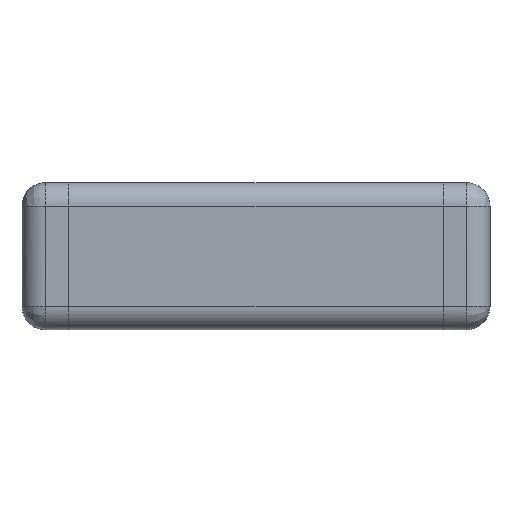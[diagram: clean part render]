
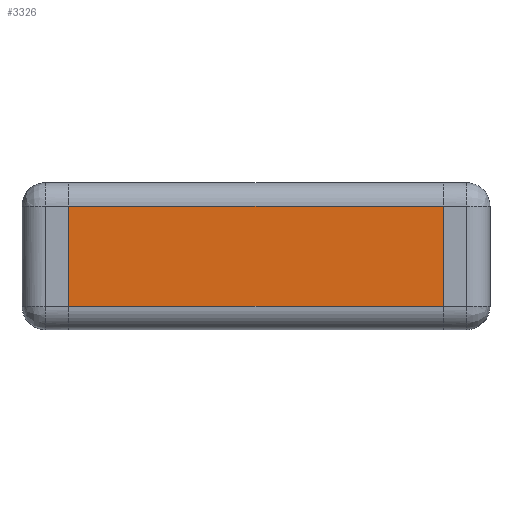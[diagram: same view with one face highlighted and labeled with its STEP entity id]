
A CAD part, front view. The second image highlights one B-rep face of the part: STEP entity #3326.
In plain terms, the highlighted planar face has unit normal (0, -1, 0).
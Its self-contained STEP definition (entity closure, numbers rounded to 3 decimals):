
#1590 = VERTEX_POINT('',#1591);
#1591 = CARTESIAN_POINT('',(1.003,-0.62,0.124));
#1627 = PLANE('',#1628);
#1628 = AXIS2_PLACEMENT_3D('',#1629,#1630,#1631);
#1629 = CARTESIAN_POINT('',(1.254,-0.62,0.787));
#1630 = DIRECTION('',(0.,1.,0.));
#1631 = DIRECTION('',(-1.,0.,0.));
#1654 = CYLINDRICAL_SURFACE('',#1655,0.124);
#1655 = AXIS2_PLACEMENT_3D('',#1656,#1657,#1658);
#1656 = CARTESIAN_POINT('',(-1.003,-0.496,0.124));
#1657 = DIRECTION('',(1.,0.,0.));
#1658 = DIRECTION('',(0.,1.,0.));
#2525 = EDGE_CURVE('',#2526,#1590,#2528,.T.);
#2526 = VERTEX_POINT('',#2527);
#2527 = CARTESIAN_POINT('',(1.003,-0.62,0.663));
#2528 = SURFACE_CURVE('',#2529,(#2533,#2540),.PCURVE_S1.);
#2529 = LINE('',#2530,#2531);
#2530 = CARTESIAN_POINT('',(1.003,-0.62,0.787));
#2531 = VECTOR('',#2532,1.);
#2532 = DIRECTION('',(0.,0.,-1.));
#2533 = PCURVE('',#1627,#2534);
#2534 = DEFINITIONAL_REPRESENTATION('',(#2535),#2539);
#2535 = LINE('',#2536,#2537);
#2536 = CARTESIAN_POINT('',(0.251,0.));
#2537 = VECTOR('',#2538,1.);
#2538 = DIRECTION('',(0.,-1.));
#2539 = ( GEOMETRIC_REPRESENTATION_CONTEXT(2) 
PARAMETRIC_REPRESENTATION_CONTEXT() REPRESENTATION_CONTEXT('2D SPACE',''
  ) );
#2540 = PCURVE('',#2541,#2546);
#2541 = PLANE('',#2542);
#2542 = AXIS2_PLACEMENT_3D('',#2543,#2544,#2545);
#2543 = CARTESIAN_POINT('',(-1.003,-0.62,0.787));
#2544 = DIRECTION('',(0.,1.,0.));
#2545 = DIRECTION('',(-1.,0.,0.));
#2546 = DEFINITIONAL_REPRESENTATION('',(#2547),#2551);
#2547 = LINE('',#2548,#2549);
#2548 = CARTESIAN_POINT('',(-2.007,0.));
#2549 = VECTOR('',#2550,1.);
#2550 = DIRECTION('',(0.,-1.));
#2551 = ( GEOMETRIC_REPRESENTATION_CONTEXT(2) 
PARAMETRIC_REPRESENTATION_CONTEXT() REPRESENTATION_CONTEXT('2D SPACE',''
  ) );
#2605 = EDGE_CURVE('',#1590,#2606,#2608,.T.);
#2606 = VERTEX_POINT('',#2607);
#2607 = CARTESIAN_POINT('',(-1.003,-0.62,0.124));
#2608 = SURFACE_CURVE('',#2609,(#2613,#2642),.PCURVE_S1.);
#2609 = LINE('',#2610,#2611);
#2610 = CARTESIAN_POINT('',(-1.003,-0.62,0.124));
#2611 = VECTOR('',#2612,1.);
#2612 = DIRECTION('',(-1.,0.,0.));
#2613 = PCURVE('',#1654,#2614);
#2614 = DEFINITIONAL_REPRESENTATION('',(#2615),#2641);
#2615 = B_SPLINE_CURVE_WITH_KNOTS('',3,(#2616,#2617,#2618,#2619,#2620,
    #2621,#2622,#2623,#2624,#2625,#2626,#2627,#2628,#2629,#2630,#2631,
    #2632,#2633,#2634,#2635,#2636,#2637,#2638,#2639,#2640),
  .UNSPECIFIED.,.F.,.F.,(4,1,1,1,1,1,1,1,1,1,1,1,1,1,1,1,1,1,1,1,1,1,4),
  (-2.007,-1.915,-1.824,-1.733,
    -1.642,-1.551,-1.459,-1.368,
    -1.277,-1.186,-1.095,-1.003,
    -0.912,-0.821,-0.73,-0.638,
    -0.547,-0.456,-0.365,-0.274,
    -0.182,-0.091,0.),.UNSPECIFIED.);
#2616 = CARTESIAN_POINT('',(3.142,2.007));
#2617 = CARTESIAN_POINT('',(3.142,1.976));
#2618 = CARTESIAN_POINT('',(3.142,1.915));
#2619 = CARTESIAN_POINT('',(3.142,1.824));
#2620 = CARTESIAN_POINT('',(3.142,1.733));
#2621 = CARTESIAN_POINT('',(3.142,1.642));
#2622 = CARTESIAN_POINT('',(3.142,1.551));
#2623 = CARTESIAN_POINT('',(3.142,1.459));
#2624 = CARTESIAN_POINT('',(3.142,1.368));
#2625 = CARTESIAN_POINT('',(3.142,1.277));
#2626 = CARTESIAN_POINT('',(3.142,1.186));
#2627 = CARTESIAN_POINT('',(3.142,1.095));
#2628 = CARTESIAN_POINT('',(3.142,1.003));
#2629 = CARTESIAN_POINT('',(3.142,0.912));
#2630 = CARTESIAN_POINT('',(3.142,0.821));
#2631 = CARTESIAN_POINT('',(3.142,0.73));
#2632 = CARTESIAN_POINT('',(3.142,0.638));
#2633 = CARTESIAN_POINT('',(3.142,0.547));
#2634 = CARTESIAN_POINT('',(3.142,0.456));
#2635 = CARTESIAN_POINT('',(3.142,0.365));
#2636 = CARTESIAN_POINT('',(3.142,0.274));
#2637 = CARTESIAN_POINT('',(3.142,0.182));
#2638 = CARTESIAN_POINT('',(3.142,0.091));
#2639 = CARTESIAN_POINT('',(3.142,0.03));
#2640 = CARTESIAN_POINT('',(3.142,0.));
#2641 = ( GEOMETRIC_REPRESENTATION_CONTEXT(2) 
PARAMETRIC_REPRESENTATION_CONTEXT() REPRESENTATION_CONTEXT('2D SPACE',''
  ) );
#2642 = PCURVE('',#2541,#2643);
#2643 = DEFINITIONAL_REPRESENTATION('',(#2644),#2648);
#2644 = LINE('',#2645,#2646);
#2645 = CARTESIAN_POINT('',(0.,-0.663));
#2646 = VECTOR('',#2647,1.);
#2647 = DIRECTION('',(1.,0.));
#2648 = ( GEOMETRIC_REPRESENTATION_CONTEXT(2) 
PARAMETRIC_REPRESENTATION_CONTEXT() REPRESENTATION_CONTEXT('2D SPACE',''
  ) );
#3291 = CYLINDRICAL_SURFACE('',#3292,0.124);
#3292 = AXIS2_PLACEMENT_3D('',#3293,#3294,#3295);
#3293 = CARTESIAN_POINT('',(1.003,-0.496,0.663));
#3294 = DIRECTION('',(-1.,0.,0.));
#3295 = DIRECTION('',(0.,-1.,0.));
#3326 = ADVANCED_FACE('',(#3327),#2541,.F.);
#3327 = FACE_BOUND('',#3328,.F.);
#3328 = EDGE_LOOP('',(#3329,#3330,#3358,#3401));
#3329 = ORIENTED_EDGE('',*,*,#2605,.T.);
#3330 = ORIENTED_EDGE('',*,*,#3331,.T.);
#3331 = EDGE_CURVE('',#2606,#3332,#3334,.T.);
#3332 = VERTEX_POINT('',#3333);
#3333 = CARTESIAN_POINT('',(-1.003,-0.62,0.663));
#3334 = SURFACE_CURVE('',#3335,(#3339,#3346),.PCURVE_S1.);
#3335 = LINE('',#3336,#3337);
#3336 = CARTESIAN_POINT('',(-1.003,-0.62,0.787));
#3337 = VECTOR('',#3338,1.);
#3338 = DIRECTION('',(0.,0.,1.));
#3339 = PCURVE('',#2541,#3340);
#3340 = DEFINITIONAL_REPRESENTATION('',(#3341),#3345);
#3341 = LINE('',#3342,#3343);
#3342 = CARTESIAN_POINT('',(0.,0.));
#3343 = VECTOR('',#3344,1.);
#3344 = DIRECTION('',(0.,1.));
#3345 = ( GEOMETRIC_REPRESENTATION_CONTEXT(2) 
PARAMETRIC_REPRESENTATION_CONTEXT() REPRESENTATION_CONTEXT('2D SPACE',''
  ) );
#3346 = PCURVE('',#3347,#3352);
#3347 = PLANE('',#3348);
#3348 = AXIS2_PLACEMENT_3D('',#3349,#3350,#3351);
#3349 = CARTESIAN_POINT('',(-1.254,-0.62,0.));
#3350 = DIRECTION('',(0.,1.,0.));
#3351 = DIRECTION('',(-1.,0.,0.));
#3352 = DEFINITIONAL_REPRESENTATION('',(#3353),#3357);
#3353 = LINE('',#3354,#3355);
#3354 = CARTESIAN_POINT('',(-0.251,0.787));
#3355 = VECTOR('',#3356,1.);
#3356 = DIRECTION('',(0.,1.));
#3357 = ( GEOMETRIC_REPRESENTATION_CONTEXT(2) 
PARAMETRIC_REPRESENTATION_CONTEXT() REPRESENTATION_CONTEXT('2D SPACE',''
  ) );
#3358 = ORIENTED_EDGE('',*,*,#3359,.T.);
#3359 = EDGE_CURVE('',#3332,#2526,#3360,.T.);
#3360 = SURFACE_CURVE('',#3361,(#3365,#3372),.PCURVE_S1.);
#3361 = LINE('',#3362,#3363);
#3362 = CARTESIAN_POINT('',(-1.003,-0.62,0.663));
#3363 = VECTOR('',#3364,1.);
#3364 = DIRECTION('',(1.,0.,0.));
#3365 = PCURVE('',#2541,#3366);
#3366 = DEFINITIONAL_REPRESENTATION('',(#3367),#3371);
#3367 = LINE('',#3368,#3369);
#3368 = CARTESIAN_POINT('',(0.,-0.124));
#3369 = VECTOR('',#3370,1.);
#3370 = DIRECTION('',(-1.,0.));
#3371 = ( GEOMETRIC_REPRESENTATION_CONTEXT(2) 
PARAMETRIC_REPRESENTATION_CONTEXT() REPRESENTATION_CONTEXT('2D SPACE',''
  ) );
#3372 = PCURVE('',#3291,#3373);
#3373 = DEFINITIONAL_REPRESENTATION('',(#3374),#3400);
#3374 = B_SPLINE_CURVE_WITH_KNOTS('',3,(#3375,#3376,#3377,#3378,#3379,
    #3380,#3381,#3382,#3383,#3384,#3385,#3386,#3387,#3388,#3389,#3390,
    #3391,#3392,#3393,#3394,#3395,#3396,#3397,#3398,#3399),
  .UNSPECIFIED.,.F.,.F.,(4,1,1,1,1,1,1,1,1,1,1,1,1,1,1,1,1,1,1,1,1,1,4),
  (0.,0.091,0.182,0.274,
    0.365,0.456,0.547,0.638,
    0.73,0.821,0.912,1.003,1.095,
    1.186,1.277,1.368,1.459,
    1.551,1.642,1.733,1.824,
    1.915,2.007),.QUASI_UNIFORM_KNOTS.);
#3375 = CARTESIAN_POINT('',(0.,2.007));
#3376 = CARTESIAN_POINT('',(0.,1.976));
#3377 = CARTESIAN_POINT('',(0.,1.915));
#3378 = CARTESIAN_POINT('',(0.,1.824));
#3379 = CARTESIAN_POINT('',(0.,1.733));
#3380 = CARTESIAN_POINT('',(0.,1.642));
#3381 = CARTESIAN_POINT('',(0.,1.551));
#3382 = CARTESIAN_POINT('',(0.,1.459));
#3383 = CARTESIAN_POINT('',(0.,1.368));
#3384 = CARTESIAN_POINT('',(0.,1.277));
#3385 = CARTESIAN_POINT('',(0.,1.186));
#3386 = CARTESIAN_POINT('',(0.,1.095));
#3387 = CARTESIAN_POINT('',(0.,1.003));
#3388 = CARTESIAN_POINT('',(0.,0.912));
#3389 = CARTESIAN_POINT('',(0.,0.821));
#3390 = CARTESIAN_POINT('',(0.,0.73));
#3391 = CARTESIAN_POINT('',(0.,0.638));
#3392 = CARTESIAN_POINT('',(0.,0.547));
#3393 = CARTESIAN_POINT('',(0.,0.456));
#3394 = CARTESIAN_POINT('',(0.,0.365));
#3395 = CARTESIAN_POINT('',(0.,0.274));
#3396 = CARTESIAN_POINT('',(0.,0.182));
#3397 = CARTESIAN_POINT('',(0.,0.091));
#3398 = CARTESIAN_POINT('',(0.,0.03));
#3399 = CARTESIAN_POINT('',(0.,0.));
#3400 = ( GEOMETRIC_REPRESENTATION_CONTEXT(2) 
PARAMETRIC_REPRESENTATION_CONTEXT() REPRESENTATION_CONTEXT('2D SPACE',''
  ) );
#3401 = ORIENTED_EDGE('',*,*,#2525,.T.);
